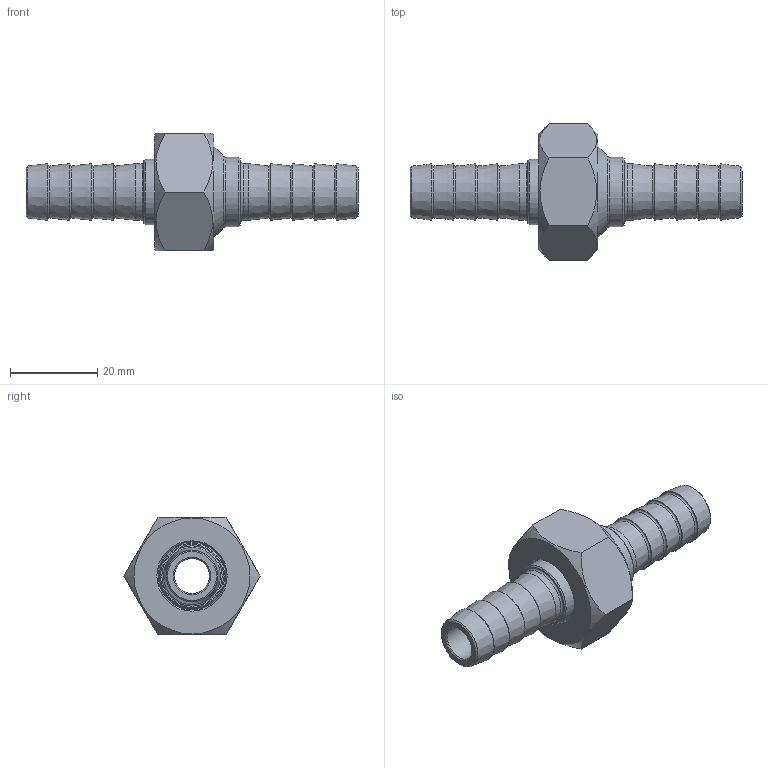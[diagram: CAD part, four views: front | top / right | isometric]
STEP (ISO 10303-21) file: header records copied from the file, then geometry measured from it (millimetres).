
FILE_DESCRIPTION(/* description */ (''),/* implementation_level */ '2;1');
FILE_NAME(/* name */ '3D_R666-SL-13-DN15-13_171130720.stp',/* time_stamp */ '2021-07-12T11:44:26+02:00',/* author */ ('cad'),/* organization */ (''),/* preprocessor_version */ 'ST-DEVELOPER v18.1',/* originating_system */ 'Autodesk Inventor 2022',/* authorisation */ '');
FILE_SCHEMA (('AUTOMOTIVE_DESIGN { 1 0 10303 214 3 1 1 }'));
Length unit declared in the file: millimetre
Products named in the file (4): 3D_R666-SL-13-DN15-13_171130720; 3D_R666-M-DN15_17113910; 3D_R666-SLG-13-DN15_17113830; 3D_R666-SLE-13-DN15_17113425
Assembly tree (3 placements, depth 2):
  3D_R666-SL-13-DN15-13_171130720
    3D_R666-M-DN15_17113910
    3D_R666-SLG-13-DN15_17113830
    3D_R666-SLE-13-DN15_17113425
Bounding box: 76 x 31.18 x 27 mm (x, y, z)
Volume: 12824 mm3; surface area: 8696.5 mm2
Topology: 3 solids, 3 shells, 74 faces, 159 edges, 103 vertices
Faces by surface type: cone 27, plane 24, torus 13, cylinder 10
Full cylindrical faces by diameter (mm): 8 x2, 13 x2, 15 x1, 15.5 x1, 16 x1, 18 x1, 18.631 x1, 20.9 x1
Entity records: 2198 total; most frequent: DIRECTION 413, CARTESIAN_POINT 367, ORIENTED_EDGE 318, AXIS2_PLACEMENT_3D 185, EDGE_CURVE 159, CIRCLE 104, VERTEX_POINT 103, EDGE_LOOP 92
